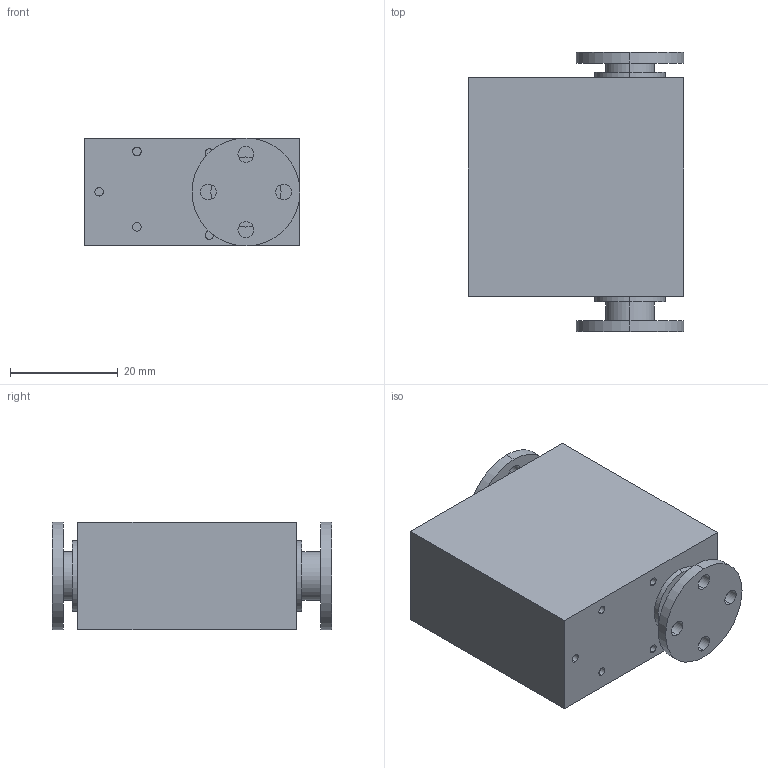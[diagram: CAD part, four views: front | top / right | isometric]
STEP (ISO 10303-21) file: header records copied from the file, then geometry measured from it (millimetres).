
FILE_DESCRIPTION (( 'STEP AP203' ), '1' );
FILE_NAME ('servo.sldasm-Part-1-1_默认_sldprt.STEP', '2018-02-02T07:12:27', ( '' ), ( '' ), 'SwSTEP 2.0', 'SolidWorks 2014', '' );
FILE_SCHEMA (( 'CONFIG_CONTROL_DESIGN' ));
Length unit declared in the file: millimetre
Products named in the file (1): servo.sldasm-Part-1-1_默认_sldprt
Bounding box: 40 x 51.7 x 20 mm (x, y, z)
Volume: 34054.9 mm3; surface area: 8204.4 mm2
Topology: 1 solids, 1 shells, 67 faces, 150 edges, 100 vertices
Faces by surface type: cylinder 46, plane 21
Entity records: 2025 total; most frequent: DIRECTION 378, CARTESIAN_POINT 318, ORIENTED_EDGE 300, AXIS2_PLACEMENT_3D 160, EDGE_CURVE 150, VERTEX_POINT 100, EDGE_LOOP 98, CIRCLE 92
